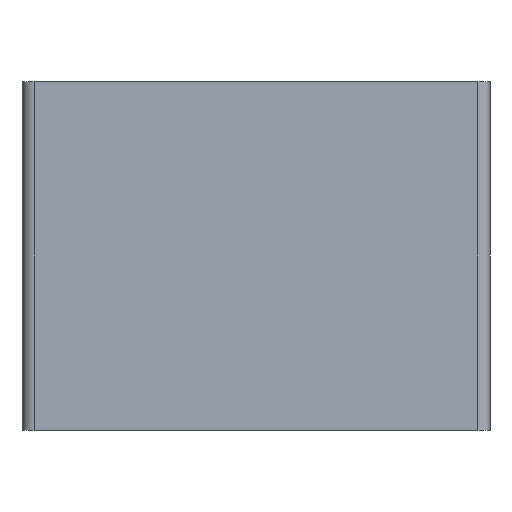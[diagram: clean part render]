
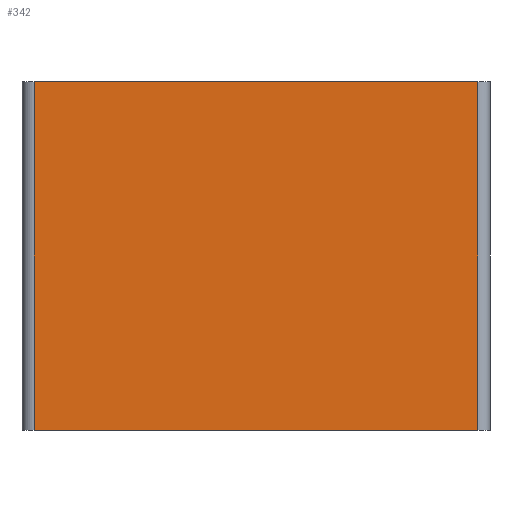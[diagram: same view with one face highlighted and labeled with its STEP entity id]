
A CAD part, front view. The second image highlights one B-rep face of the part: STEP entity #342.
In plain terms, the highlighted planar face has unit normal (0, -1, 0).
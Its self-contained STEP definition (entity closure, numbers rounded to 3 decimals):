
#49 = VERTEX_POINT('',#50);
#50 = CARTESIAN_POINT('',(-130.3,-0.8,43.5));
#57 = EDGE_CURVE('',#49,#58,#60,.T.);
#58 = VERTEX_POINT('',#59);
#59 = CARTESIAN_POINT('',(-74.9,-0.8,43.5));
#60 = LINE('',#61,#62);
#61 = CARTESIAN_POINT('',(-131.8,-0.8,43.5));
#62 = VECTOR('',#63,1.);
#63 = DIRECTION('',(1.,0.,0.));
#297 = VERTEX_POINT('',#298);
#298 = CARTESIAN_POINT('',(-74.9,-0.8,0.));
#307 = EDGE_CURVE('',#297,#58,#308,.T.);
#308 = LINE('',#309,#310);
#309 = CARTESIAN_POINT('',(-74.9,-0.8,0.));
#310 = VECTOR('',#311,1.);
#311 = DIRECTION('',(0.,0.,1.));
#322 = VERTEX_POINT('',#323);
#323 = CARTESIAN_POINT('',(-130.3,-0.8,0.));
#330 = EDGE_CURVE('',#322,#49,#331,.T.);
#331 = LINE('',#332,#333);
#332 = CARTESIAN_POINT('',(-130.3,-0.8,0.));
#333 = VECTOR('',#334,1.);
#334 = DIRECTION('',(0.,0.,1.));
#342 = ADVANCED_FACE('',(#343),#354,.F.);
#343 = FACE_BOUND('',#344,.F.);
#344 = EDGE_LOOP('',(#345,#351,#352,#353));
#345 = ORIENTED_EDGE('',*,*,#346,.F.);
#346 = EDGE_CURVE('',#322,#297,#347,.T.);
#347 = LINE('',#348,#349);
#348 = CARTESIAN_POINT('',(-131.8,-0.8,0.));
#349 = VECTOR('',#350,1.);
#350 = DIRECTION('',(1.,0.,0.));
#351 = ORIENTED_EDGE('',*,*,#330,.T.);
#352 = ORIENTED_EDGE('',*,*,#57,.T.);
#353 = ORIENTED_EDGE('',*,*,#307,.F.);
#354 = PLANE('',#355);
#355 = AXIS2_PLACEMENT_3D('',#356,#357,#358);
#356 = CARTESIAN_POINT('',(-131.8,-0.8,0.));
#357 = DIRECTION('',(0.,1.,0.));
#358 = DIRECTION('',(1.,0.,0.));
